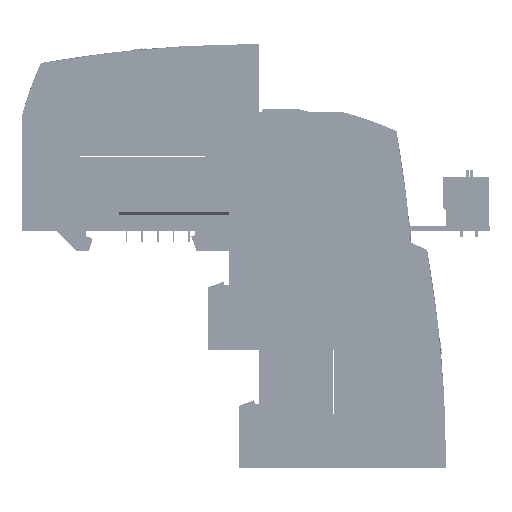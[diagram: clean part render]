
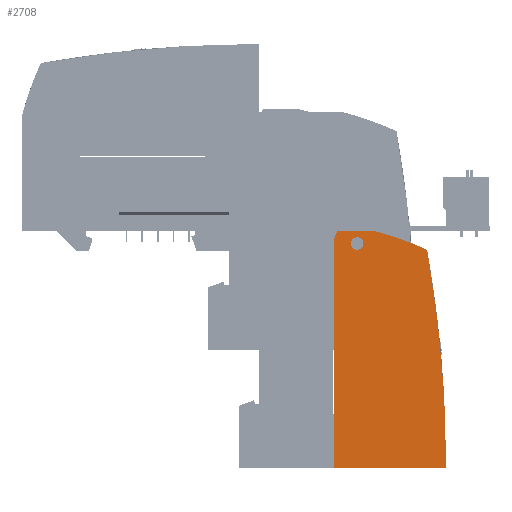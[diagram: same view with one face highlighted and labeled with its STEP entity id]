
A CAD part, left-side view. The second image highlights one B-rep face of the part: STEP entity #2708.
In plain terms, the highlighted planar face has unit normal (-1, 0, 0).
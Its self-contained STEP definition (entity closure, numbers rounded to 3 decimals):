
#2708 = ADVANCED_FACE( '', ( #7287, #7288 ), #7289, .F. );
#7287 = FACE_OUTER_BOUND( '', #14205, .T. );
#7288 = FACE_BOUND( '', #14206, .T. );
#7289 = PLANE( '', #14207 );
#14205 = EDGE_LOOP( '', ( #22271, #22272, #22273, #22274, #22275, #22276 ) );
#14206 = EDGE_LOOP( '', ( #22277 ) );
#14207 = AXIS2_PLACEMENT_3D( '', #22278, #22279, #22280 );
#22271 = ORIENTED_EDGE( '', *, *, #41990, .F. );
#22272 = ORIENTED_EDGE( '', *, *, #41991, .F. );
#22273 = ORIENTED_EDGE( '', *, *, #41992, .F. );
#22274 = ORIENTED_EDGE( '', *, *, #41993, .F. );
#22275 = ORIENTED_EDGE( '', *, *, #41994, .F. );
#22276 = ORIENTED_EDGE( '', *, *, #41995, .F. );
#22277 = ORIENTED_EDGE( '', *, *, #41996, .T. );
#22278 = CARTESIAN_POINT( '', ( -65., -7.5, 35. ) );
#22279 = DIRECTION( '', ( 1., 0., 0. ) );
#22280 = DIRECTION( '', ( 0., 0., 1. ) );
#41990 = EDGE_CURVE( '', #49502, #49503, #49504, .T. );
#41991 = EDGE_CURVE( '', #49505, #49502, #49506, .T. );
#41992 = EDGE_CURVE( '', #49507, #49505, #49508, .T. );
#41993 = EDGE_CURVE( '', #49509, #49507, #49510, .T. );
#41994 = EDGE_CURVE( '', #49511, #49509, #49512, .T. );
#41995 = EDGE_CURVE( '', #49503, #49511, #49513, .T. );
#41996 = EDGE_CURVE( '', #49514, #49514, #49515, .T. );
#49502 = VERTEX_POINT( '', #61083 );
#49503 = VERTEX_POINT( '', #61084 );
#49504 = CIRCLE( '', #61085, 7.5 );
#49505 = VERTEX_POINT( '', #61086 );
#49506 = LINE( '', #61087, #61088 );
#49507 = VERTEX_POINT( '', #61089 );
#49508 = LINE( '', #61090, #61091 );
#49509 = VERTEX_POINT( '', #61092 );
#49510 = CIRCLE( '', #61093, 400. );
#49511 = VERTEX_POINT( '', #61094 );
#49512 = CIRCLE( '', #61095, 100. );
#49513 = LINE( '', #61096, #61097 );
#49514 = VERTEX_POINT( '', #61098 );
#49515 = CIRCLE( '', #61099, 2. );
#61083 = CARTESIAN_POINT( '', ( -65., 0., 35. ) );
#61084 = CARTESIAN_POINT( '', ( -65., -1.156, 39. ) );
#61085 = AXIS2_PLACEMENT_3D( '', #79086, #79087, #79088 );
#61086 = CARTESIAN_POINT( '', ( -65., 0., -37. ) );
#61087 = CARTESIAN_POINT( '', ( -65., 0., 35. ) );
#61088 = VECTOR( '', #79089, 1000. );
#61089 = CARTESIAN_POINT( '', ( -65., -36.1, -37. ) );
#61090 = CARTESIAN_POINT( '', ( -65., -36.1, -37. ) );
#61091 = VECTOR( '', #79090, 1000. );
#61092 = CARTESIAN_POINT( '', ( -65., -29.927, 33. ) );
#61093 = AXIS2_PLACEMENT_3D( '', #79091, #79092, #79093 );
#61094 = CARTESIAN_POINT( '', ( -65., -13.1, 39. ) );
#61095 = AXIS2_PLACEMENT_3D( '', #79094, #79095, #79096 );
#61096 = CARTESIAN_POINT( '', ( -65., -1.156, 39. ) );
#61097 = VECTOR( '', #79097, 1000. );
#61098 = CARTESIAN_POINT( '', ( -65., -5.5, 35. ) );
#61099 = AXIS2_PLACEMENT_3D( '', #79098, #79099, #79100 );
#79086 = CARTESIAN_POINT( '', ( -65., -7.5, 35. ) );
#79087 = DIRECTION( '', ( 1., 0., 0. ) );
#79088 = DIRECTION( '', ( 0., 1., 0. ) );
#79089 = DIRECTION( '', ( 0., 0., 1. ) );
#79090 = DIRECTION( '', ( 0., 1., 0. ) );
#79091 = CARTESIAN_POINT( '', ( -65., 363.9, -37. ) );
#79092 = DIRECTION( '', ( 1., 0., 0. ) );
#79093 = DIRECTION( '', ( 0., 1., 0. ) );
#79094 = CARTESIAN_POINT( '', ( -65., 11.937, -57.815 ) );
#79095 = DIRECTION( '', ( 1., 0., 0. ) );
#79096 = DIRECTION( '', ( 0., 1., 0. ) );
#79097 = DIRECTION( '', ( 0., -1., 0. ) );
#79098 = CARTESIAN_POINT( '', ( -65., -7.5, 35. ) );
#79099 = DIRECTION( '', ( 1., 0., 0. ) );
#79100 = DIRECTION( '', ( 0., 1., 0. ) );
